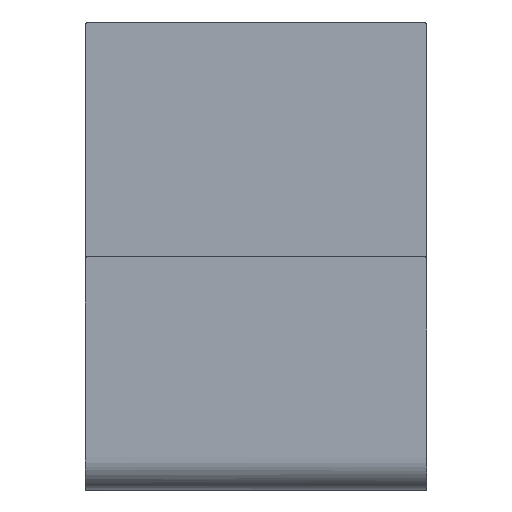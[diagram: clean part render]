
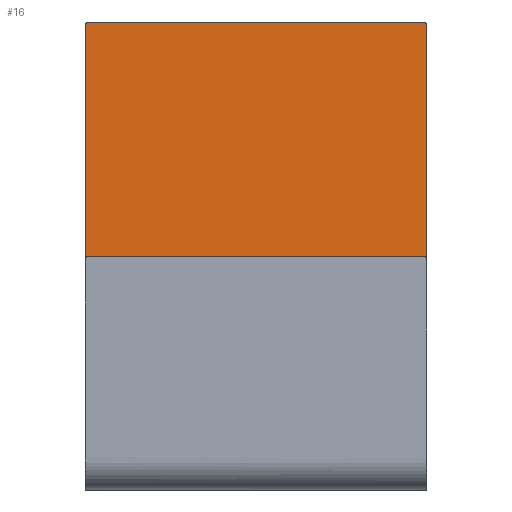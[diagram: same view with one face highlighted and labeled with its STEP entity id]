
A CAD part, left-side view. The second image highlights one B-rep face of the part: STEP entity #16.
In plain terms, the highlighted free-form (B-spline) face has degree [1, 2] with [2, 11] control points.
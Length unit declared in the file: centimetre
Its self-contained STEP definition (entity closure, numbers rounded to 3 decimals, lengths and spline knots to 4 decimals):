
#16=ADVANCED_FACE($,(#27),#171,.T.);
#27=FACE_OUTER_BOUND($,#38,.T.);
#38=EDGE_LOOP($,(#65,#66,#67,#68,#69,#70,#71,#72));
#65=ORIENTED_EDGE($,*,*,#125,.T.);
#66=ORIENTED_EDGE($,*,*,#131,.T.);
#67=ORIENTED_EDGE($,*,*,#126,.T.);
#68=ORIENTED_EDGE($,*,*,#116,.F.);
#69=ORIENTED_EDGE($,*,*,#127,.T.);
#70=ORIENTED_EDGE($,*,*,#129,.T.);
#71=ORIENTED_EDGE($,*,*,#128,.T.);
#72=ORIENTED_EDGE($,*,*,#130,.T.);
#116=EDGE_CURVE($,#151,#152,#192,.T.);
#125=EDGE_CURVE($,#158,#159,#199,.T.);
#126=EDGE_CURVE($,#160,#152,#200,.T.);
#127=EDGE_CURVE($,#151,#161,#201,.T.);
#128=EDGE_CURVE($,#162,#163,#202,.T.);
#129=EDGE_CURVE($,#161,#162,#183,.T.);
#130=EDGE_CURVE($,#163,#158,#184,.T.);
#131=EDGE_CURVE($,#159,#160,#185,.T.);
#151=VERTEX_POINT($,#576);
#152=VERTEX_POINT($,#577);
#158=VERTEX_POINT($,#583);
#159=VERTEX_POINT($,#584);
#160=VERTEX_POINT($,#585);
#161=VERTEX_POINT($,#586);
#162=VERTEX_POINT($,#587);
#163=VERTEX_POINT($,#588);
#171=(
BOUNDED_SURFACE()
B_SPLINE_SURFACE(1,2,((#488,#489,#490,#491,#492,#493,#494,#495,#496,#497,
#498),(#499,#500,#501,#502,#503,#504,#505,#506,#507,#508,#509)),.UNSPECIFIED.,
.F.,.F.,.F.)
B_SPLINE_SURFACE_WITH_KNOTS((2,2),(3,2,2,2,2,3),(0.,27.),(-307.708,
-273.208,-269.281,-174.281,-170.354,
-154.354),.UNSPECIFIED.)
GEOMETRIC_REPRESENTATION_ITEM()
RATIONAL_B_SPLINE_SURFACE(((1.,1.,1.,0.707,1.,1.,1.,0.707,
1.,1.,1.),(1.,1.,1.,0.707,1.,1.,1.,0.707,1.,1.,1.)))
REPRESENTATION_ITEM($)
SURFACE()
);
#183=(
BOUNDED_CURVE()
B_SPLINE_CURVE(1,(#410,#411),.UNSPECIFIED.,.F.,.F.)
B_SPLINE_CURVE_WITH_KNOTS((2,2),(0.3,26.7),.UNSPECIFIED.)
CURVE()
GEOMETRIC_REPRESENTATION_ITEM()
RATIONAL_B_SPLINE_CURVE((1.,1.))
REPRESENTATION_ITEM($)
);
#184=(
BOUNDED_CURVE()
B_SPLINE_CURVE(2,(#412,#413,#414,#415,#416,#417,#418,#419,#420,#421,#422),
.UNSPECIFIED.,.F.,.F.)
B_SPLINE_CURVE_WITH_KNOTS((3,2,2,2,2,3),(-307.408,-273.208,
-269.281,-174.281,-170.354,-154.654),
.UNSPECIFIED.)
CURVE()
GEOMETRIC_REPRESENTATION_ITEM()
RATIONAL_B_SPLINE_CURVE((1.,1.,1.,0.707,1.,1.,1.,0.707,
1.,1.,1.))
REPRESENTATION_ITEM($)
);
#185=(
BOUNDED_CURVE()
B_SPLINE_CURVE(1,(#423,#424),.UNSPECIFIED.,.F.,.F.)
B_SPLINE_CURVE_WITH_KNOTS((2,2),(-26.7,-0.3),.UNSPECIFIED.)
CURVE()
GEOMETRIC_REPRESENTATION_ITEM()
RATIONAL_B_SPLINE_CURVE((1.,1.))
REPRESENTATION_ITEM($)
);
#192=B_SPLINE_CURVE_WITH_KNOTS($,3,(#332,#333,#334,#335,#336,#337,#338,#339,
#340,#341,#342,#343,#344,#345,#346,#347,#348,#349,#350,#351,#352,#353,#354,
#355,#356,#357,#358,#359,#360,#361,#362,#363,#364,#365,#366,#367,#368,#369,
#370,#371,#372,#373),.UNSPECIFIED.,.F.,.F.,(4,2,2,2,2,2,2,2,2,2,2,2,2,2,
2,2,2,2,2,2,4),(-307.408,-288.5796,-279.0961,-274.3544,
-273.169,-272.5762,-271.9835,-270.7981,
-270.2054,-269.6127,-231.3112,-193.0336,
-173.8828,-173.2819,-172.681,-171.4792,-170.8783,
-170.2774,-169.0756,-164.2684,-154.654),
.UNSPECIFIED.);
#199=B_SPLINE_CURVE_WITH_KNOTS($,3,(#394,#395,#396,#397),.UNSPECIFIED.,.F.,
.F.,(4,4),(-1.,0.),.UNSPECIFIED.);
#200=B_SPLINE_CURVE_WITH_KNOTS($,3,(#398,#399,#400,#401),.UNSPECIFIED.,.F.,
.F.,(4,4),(-1.,0.),.UNSPECIFIED.);
#201=B_SPLINE_CURVE_WITH_KNOTS($,3,(#402,#403,#404,#405),.UNSPECIFIED.,.F.,
.F.,(4,4),(0.,1.),.UNSPECIFIED.);
#202=B_SPLINE_CURVE_WITH_KNOTS($,3,(#406,#407,#408,#409),.UNSPECIFIED.,.F.,
.F.,(4,4),(0.,1.),.UNSPECIFIED.);
#332=CARTESIAN_POINT($,(-1223.,-0.002,171.7));
#333=CARTESIAN_POINT($,(-1223.,-0.002,165.4695));
#334=CARTESIAN_POINT($,(-1223.,-0.002,159.2391));
#335=CARTESIAN_POINT($,(-1223.,-0.002,149.8705));
#336=CARTESIAN_POINT($,(-1223.,-0.002,146.7323));
#337=CARTESIAN_POINT($,(-1223.,-0.002,142.0251));
#338=CARTESIAN_POINT($,(-1223.,-0.002,140.456));
#339=CARTESIAN_POINT($,(-1223.,-0.002,138.4946));
#340=CARTESIAN_POINT($,(-1223.,-0.002,138.1024));
#341=CARTESIAN_POINT($,(-1223.,-0.002,137.5139));
#342=CARTESIAN_POINT($,(-1223.0005,-0.002,137.3118));
#343=CARTESIAN_POINT($,(-1223.0919,-0.002,136.9434));
#344=CARTESIAN_POINT($,(-1223.1692,-0.002,136.7798));
#345=CARTESIAN_POINT($,(-1223.5174,-0.002,136.3002));
#346=CARTESIAN_POINT($,(-1223.8306,-0.002,136.1104));
#347=CARTESIAN_POINT($,(-1224.3686,-0.002,135.9996));
#348=CARTESIAN_POINT($,(-1224.5622,-0.002,136.));
#349=CARTESIAN_POINT($,(-1224.9482,-0.002,136.));
#350=CARTESIAN_POINT($,(-1225.1412,-0.002,136.));
#351=CARTESIAN_POINT($,(-1237.8061,-0.002,136.));
#352=CARTESIAN_POINT($,(-1250.2781,-0.002,136.));
#353=CARTESIAN_POINT($,(-1275.2141,-0.002,136.));
#354=CARTESIAN_POINT($,(-1287.6783,-0.002,136.));
#355=CARTESIAN_POINT($,(-1306.3784,-0.002,136.));
#356=CARTESIAN_POINT($,(-1312.6144,-0.002,136.));
#357=CARTESIAN_POINT($,(-1319.0461,-0.002,136.));
#358=CARTESIAN_POINT($,(-1319.2418,-0.002,135.9999));
#359=CARTESIAN_POINT($,(-1319.6331,-0.002,136.0001));
#360=CARTESIAN_POINT($,(-1319.8297,-0.002,136.0239));
#361=CARTESIAN_POINT($,(-1320.3763,-0.002,136.2223));
#362=CARTESIAN_POINT($,(-1320.6773,-0.002,136.4915));
#363=CARTESIAN_POINT($,(-1320.934,-0.002,137.0187));
#364=CARTESIAN_POINT($,(-1320.9849,-0.002,137.2113));
#365=CARTESIAN_POINT($,(-1321.0077,-0.002,137.6));
#366=CARTESIAN_POINT($,(-1321.,-0.002,137.7949));
#367=CARTESIAN_POINT($,(-1321.,-0.002,138.3799));
#368=CARTESIAN_POINT($,(-1321.,-0.002,138.7699));
#369=CARTESIAN_POINT($,(-1321.,-0.002,140.7199));
#370=CARTESIAN_POINT($,(-1321.,-0.002,142.2799));
#371=CARTESIAN_POINT($,(-1321.,-0.002,146.96));
#372=CARTESIAN_POINT($,(-1321.,-0.002,150.08));
#373=CARTESIAN_POINT($,(-1321.,-0.002,153.2));
#394=CARTESIAN_POINT($,(-1321.,26.998,153.2));
#395=CARTESIAN_POINT($,(-1321.,26.998,153.3657));
#396=CARTESIAN_POINT($,(-1321.,26.8637,153.5));
#397=CARTESIAN_POINT($,(-1321.,26.698,153.5));
#398=CARTESIAN_POINT($,(-1321.,0.298,153.5));
#399=CARTESIAN_POINT($,(-1321.,0.1324,153.5));
#400=CARTESIAN_POINT($,(-1321.,-0.002,153.3657));
#401=CARTESIAN_POINT($,(-1321.,-0.002,153.2));
#402=CARTESIAN_POINT($,(-1223.,-0.002,171.7));
#403=CARTESIAN_POINT($,(-1223.,-0.002,171.8657));
#404=CARTESIAN_POINT($,(-1223.,0.1324,172.));
#405=CARTESIAN_POINT($,(-1223.,0.298,172.));
#406=CARTESIAN_POINT($,(-1223.,26.698,172.));
#407=CARTESIAN_POINT($,(-1223.,26.8637,172.));
#408=CARTESIAN_POINT($,(-1223.,26.998,171.8657));
#409=CARTESIAN_POINT($,(-1223.,26.998,171.7));
#410=CARTESIAN_POINT($,(-1223.,0.298,172.));
#411=CARTESIAN_POINT($,(-1223.,26.698,172.));
#412=CARTESIAN_POINT($,(-1223.,26.998,171.7));
#413=CARTESIAN_POINT($,(-1223.,26.998,154.6));
#414=CARTESIAN_POINT($,(-1223.,26.998,137.5));
#415=CARTESIAN_POINT($,(-1223.,26.998,136.));
#416=CARTESIAN_POINT($,(-1224.5,26.998,136.));
#417=CARTESIAN_POINT($,(-1272.,26.998,136.));
#418=CARTESIAN_POINT($,(-1319.5,26.998,136.));
#419=CARTESIAN_POINT($,(-1321.,26.998,136.));
#420=CARTESIAN_POINT($,(-1321.,26.998,137.5));
#421=CARTESIAN_POINT($,(-1321.,26.998,145.35));
#422=CARTESIAN_POINT($,(-1321.,26.998,153.2));
#423=CARTESIAN_POINT($,(-1321.,26.698,153.5));
#424=CARTESIAN_POINT($,(-1321.,0.298,153.5));
#488=CARTESIAN_POINT($,(-1223.,-0.002,172.));
#489=CARTESIAN_POINT($,(-1223.,-0.002,154.75));
#490=CARTESIAN_POINT($,(-1223.,-0.002,137.5));
#491=CARTESIAN_POINT($,(-1223.,-0.002,136.));
#492=CARTESIAN_POINT($,(-1224.5,-0.002,136.));
#493=CARTESIAN_POINT($,(-1272.,-0.002,136.));
#494=CARTESIAN_POINT($,(-1319.5,-0.002,136.));
#495=CARTESIAN_POINT($,(-1321.,-0.002,136.));
#496=CARTESIAN_POINT($,(-1321.,-0.002,137.5));
#497=CARTESIAN_POINT($,(-1321.,-0.002,145.5));
#498=CARTESIAN_POINT($,(-1321.,-0.002,153.5));
#499=CARTESIAN_POINT($,(-1223.,26.998,172.));
#500=CARTESIAN_POINT($,(-1223.,26.998,154.75));
#501=CARTESIAN_POINT($,(-1223.,26.998,137.5));
#502=CARTESIAN_POINT($,(-1223.,26.998,136.));
#503=CARTESIAN_POINT($,(-1224.5,26.998,136.));
#504=CARTESIAN_POINT($,(-1272.,26.998,136.));
#505=CARTESIAN_POINT($,(-1319.5,26.998,136.));
#506=CARTESIAN_POINT($,(-1321.,26.998,136.));
#507=CARTESIAN_POINT($,(-1321.,26.998,137.5));
#508=CARTESIAN_POINT($,(-1321.,26.998,145.5));
#509=CARTESIAN_POINT($,(-1321.,26.998,153.5));
#576=CARTESIAN_POINT($,(-1223.,-0.002,171.7));
#577=CARTESIAN_POINT($,(-1321.,-0.002,153.2));
#583=CARTESIAN_POINT($,(-1321.,26.998,153.2));
#584=CARTESIAN_POINT($,(-1321.,26.698,153.5));
#585=CARTESIAN_POINT($,(-1321.,0.298,153.5));
#586=CARTESIAN_POINT($,(-1223.,0.298,172.));
#587=CARTESIAN_POINT($,(-1223.,26.698,172.));
#588=CARTESIAN_POINT($,(-1223.,26.998,171.7));
